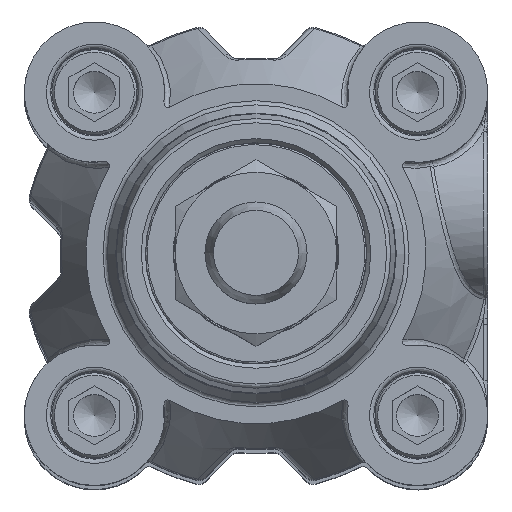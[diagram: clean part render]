
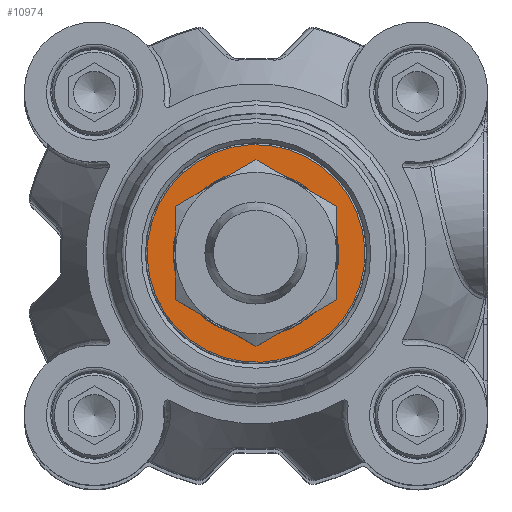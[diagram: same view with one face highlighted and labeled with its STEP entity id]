
A CAD part, top view. The second image highlights one B-rep face of the part: STEP entity #10974.
In plain terms, the highlighted planar face has unit normal (0, 0, 1).
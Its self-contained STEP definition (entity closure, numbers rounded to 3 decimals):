
#844=FACE_BOUND('',#4250,.T.);
#2689=CIRCLE('',#12022,12.8);
#2690=CIRCLE('',#12023,12.8);
#2691=CIRCLE('',#12024,9.75);
#2692=CIRCLE('',#12025,9.75);
#3152=PLANE('',#12021);
#3590=FACE_OUTER_BOUND('',#4249,.T.);
#4249=EDGE_LOOP('',(#8971,#8972));
#4250=EDGE_LOOP('',(#8973,#8974));
#5243=VERTEX_POINT('',#19606);
#5244=VERTEX_POINT('',#19607);
#5245=VERTEX_POINT('',#19610);
#5246=VERTEX_POINT('',#19611);
#6572=EDGE_CURVE('',#5243,#5244,#2689,.T.);
#6573=EDGE_CURVE('',#5244,#5243,#2690,.T.);
#6574=EDGE_CURVE('',#5245,#5246,#2691,.T.);
#6575=EDGE_CURVE('',#5246,#5245,#2692,.T.);
#8971=ORIENTED_EDGE('',*,*,#6572,.T.);
#8972=ORIENTED_EDGE('',*,*,#6573,.T.);
#8973=ORIENTED_EDGE('',*,*,#6574,.F.);
#8974=ORIENTED_EDGE('',*,*,#6575,.F.);
#10974=ADVANCED_FACE('',(#3590,#844),#3152,.F.);
#12021=AXIS2_PLACEMENT_3D('',#19605,#14219,#14220);
#12022=AXIS2_PLACEMENT_3D('',#19608,#14221,#14222);
#12023=AXIS2_PLACEMENT_3D('',#19609,#14223,#14224);
#12024=AXIS2_PLACEMENT_3D('',#19612,#14225,#14226);
#12025=AXIS2_PLACEMENT_3D('',#19613,#14227,#14228);
#14219=DIRECTION('center_axis',(0.,0.,
-1.));
#14220=DIRECTION('ref_axis',(-0.734,-0.679,0.));
#14221=DIRECTION('center_axis',(0.,0.,
1.));
#14222=DIRECTION('ref_axis',(0.734,0.679,0.));
#14223=DIRECTION('center_axis',(0.,0.,
1.));
#14224=DIRECTION('ref_axis',(0.734,0.679,0.));
#14225=DIRECTION('center_axis',(0.,0.,
1.));
#14226=DIRECTION('ref_axis',(0.734,0.679,0.));
#14227=DIRECTION('center_axis',(0.,0.,
1.));
#14228=DIRECTION('ref_axis',(0.734,0.679,0.));
#19605=CARTESIAN_POINT('Origin',(-8.688,9.4,58.3));
#19606=CARTESIAN_POINT('',(9.4,8.688,58.3));
#19607=CARTESIAN_POINT('',(-9.4,-8.688,58.3));
#19608=CARTESIAN_POINT('Origin',(0.,0.,
58.3));
#19609=CARTESIAN_POINT('Origin',(0.,0.,
58.3));
#19610=CARTESIAN_POINT('',(7.16,6.618,58.3));
#19611=CARTESIAN_POINT('',(-7.16,-6.618,58.3));
#19612=CARTESIAN_POINT('Origin',(0.,0.,
58.3));
#19613=CARTESIAN_POINT('Origin',(0.,0.,
58.3));
